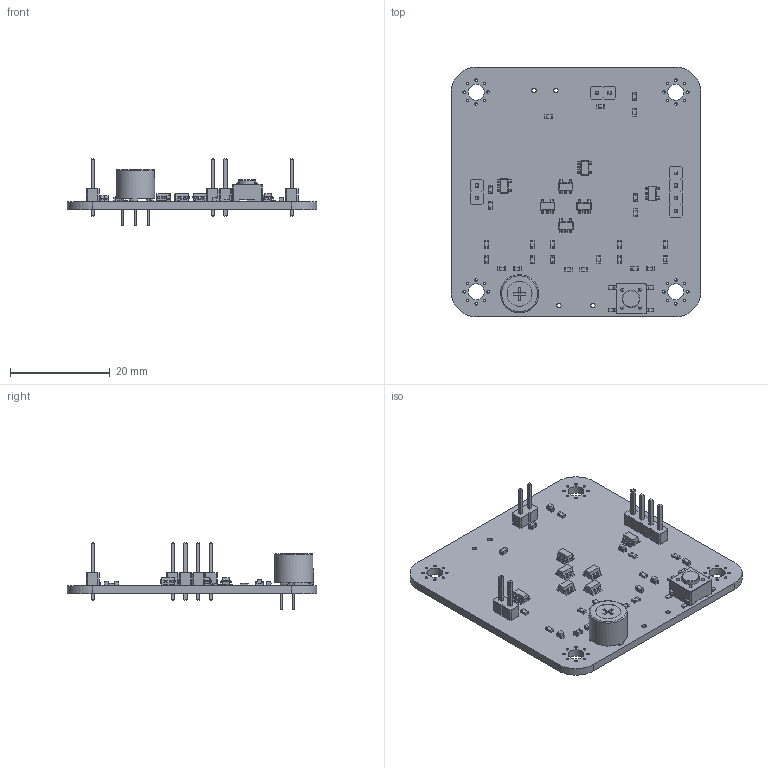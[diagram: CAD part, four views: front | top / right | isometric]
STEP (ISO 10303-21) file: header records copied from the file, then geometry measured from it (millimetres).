
FILE_DESCRIPTION(('KiCad electronic assembly'),'2;1');
FILE_NAME('LLC-001-B - 1.0.step','2021-05-10T15:44:21',('An Author'),( 'A Company'),'Open CASCADE STEP processor 6.9', 'KiCad to STEP converter','Unknown');
FILE_SCHEMA(('AUTOMOTIVE_DESIGN { 1 0 10303 214 1 1 1 1 }'));
Length unit declared in the file: millimetre
Products named in the file (18): Open CASCADE STEP translator 6.9 1; R_0603_1608Metric; SOLID; LED_0603_1608Metric; C_0603_1608Metric; SOT-23-5; SW_SPST_PTS645; Potentiometer_Bourns_3339P_Vertical; PinHeader_1x04_P2.54mm_Vertical; PinHeader_1x02_P2.54mm_Vertical; COMPOUND
Assembly tree (46 placements, depth 3):
  Open CASCADE STEP translator 6.9 1
    R_0603_1608Metric  x12
      SOLID
    LED_0603_1608Metric  x6
      SOLID
    C_0603_1608Metric  x7
      SOLID
    SOT-23-5  x7
      SOLID
    SW_SPST_PTS645
      SOLID
    Potentiometer_Bourns_3339P_Vertical
      SOLID
    PinHeader_1x04_P2.54mm_Vertical
      SOLID
    PinHeader_1x02_P2.54mm_Vertical  x2
      SOLID
    COMPOUND
Bounding box: 50 x 50 x 13.32 mm (x, y, z)
Volume: 4503.9 mm3; surface area: 6590 mm2
Topology: 38 solids, 38 shells, 2038 faces, 5211 edges, 3297 vertices
Faces by surface type: plane 1369, cylinder 460, bspline 203, revolution 4, cone 1, torus 1
Full cylindrical faces by diameter (mm): 0.43 x3, 0.5 x32, 0.6 x4, 0.7 x3, 0.9 x4, 1 x8, 3.2 x4, 3.5 x1, 5 x1, 7.62 x1
Entity records: 44101 total; most frequent: CARTESIAN_POINT 7252, DIRECTION 6188, LINE 3956, VECTOR 3956, ORIENTED_EDGE 3164, PCURVE 3164, DEFINITIONAL_REPRESENTATION 3164, EDGE_CURVE 1582
